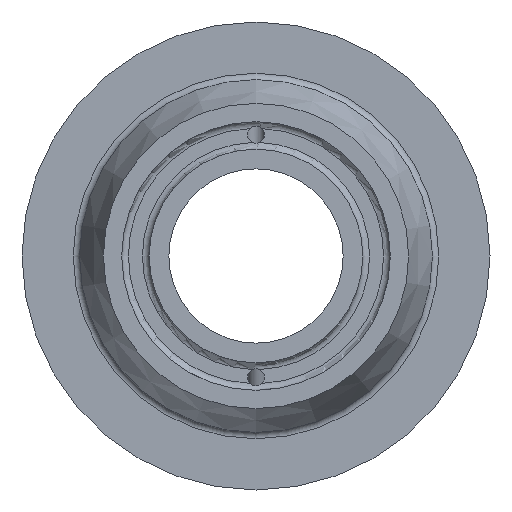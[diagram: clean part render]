
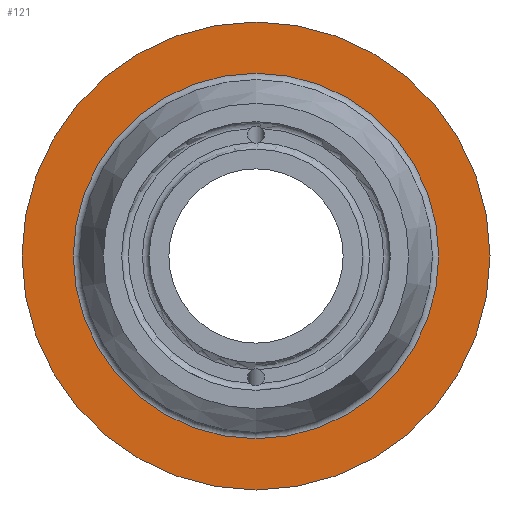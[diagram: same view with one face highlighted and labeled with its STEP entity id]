
A CAD part, left-side view. The second image highlights one B-rep face of the part: STEP entity #121.
In plain terms, the highlighted planar face has unit normal (-1, 0, 0).
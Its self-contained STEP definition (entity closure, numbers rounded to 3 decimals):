
#121 = ADVANCED_FACE( '', ( #266, #267 ), #268, .T. );
#266 = FACE_BOUND( '', #415, .T. );
#267 = FACE_OUTER_BOUND( '', #416, .T. );
#268 = PLANE( '', #417 );
#415 = EDGE_LOOP( '', ( #650 ) );
#416 = EDGE_LOOP( '', ( #651 ) );
#417 = AXIS2_PLACEMENT_3D( '', #652, #653, #654 );
#650 = ORIENTED_EDGE( '', *, *, #762, .T. );
#651 = ORIENTED_EDGE( '', *, *, #790, .F. );
#652 = CARTESIAN_POINT( '', ( 55., 0., 69. ) );
#653 = DIRECTION( '', ( -1., 0., 0. ) );
#654 = DIRECTION( '', ( 0., 0., 1. ) );
#762 = EDGE_CURVE( '', #890, #890, #891, .T. );
#790 = EDGE_CURVE( '', #930, #930, #931, .T. );
#890 = VERTEX_POINT( '', #1071 );
#891 = CIRCLE( '', #1072, 53.886 );
#930 = VERTEX_POINT( '', #1170 );
#931 = CIRCLE( '', #1171, 69. );
#1071 = CARTESIAN_POINT( '', ( 55., 0., -53.886 ) );
#1072 = AXIS2_PLACEMENT_3D( '', #1286, #1287, #1288 );
#1170 = CARTESIAN_POINT( '', ( 55., 0., -69. ) );
#1171 = AXIS2_PLACEMENT_3D( '', #1322, #1323, #1324 );
#1286 = CARTESIAN_POINT( '', ( 55., 0., 0. ) );
#1287 = DIRECTION( '', ( 1., 0., 0. ) );
#1288 = DIRECTION( '', ( 0., 0., -1. ) );
#1322 = CARTESIAN_POINT( '', ( 55., 0., 0. ) );
#1323 = DIRECTION( '', ( 1., 0., 0. ) );
#1324 = DIRECTION( '', ( 0., 0., -1. ) );
